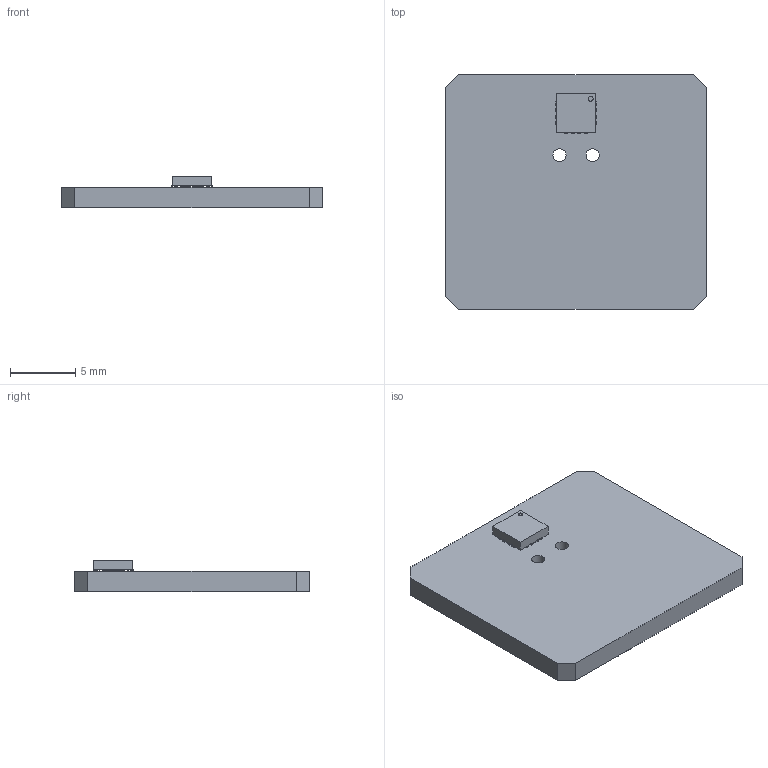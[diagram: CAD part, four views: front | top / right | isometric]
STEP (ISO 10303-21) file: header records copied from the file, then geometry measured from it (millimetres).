
FILE_DESCRIPTION(('KiCad electronic assembly'),'2;1');
FILE_NAME('NB3_mouthstep','2024-02-23T15:17:50',('Pcbnew'),('Kicad'), 'Open CASCADE STEP processor 7.7','KiCad to STEP converter','Unknown' );
FILE_SCHEMA(('AUTOMOTIVE_DESIGN { 1 0 10303 214 1 1 1 1 }'));
Length unit declared in the file: millimetre
Products named in the file (4): NB3_mouthstep 1; I2S_DAC-AMP_MAX98357A; ASSEMBLY; _autosave-NB3_mouth PCB
Assembly tree (3 placements, depth 3):
  NB3_mouthstep 1
    I2S_DAC-AMP_MAX98357A
      ASSEMBLY
    _autosave-NB3_mouth PCB
Bounding box: 20 x 18 x 2.45 mm (x, y, z)
Volume: 577.3 mm3; surface area: 876.6 mm2
Topology: 19 solids, 19 shells, 122 faces, 249 edges, 166 vertices
Faces by surface type: plane 119, cylinder 3
Full cylindrical faces by diameter (mm): 0.375 x1, 1 x2
Entity records: 6466 total; most frequent: CARTESIAN_POINT 1063, DIRECTION 1001, LINE 735, VECTOR 735, ORIENTED_EDGE 498, PCURVE 498, DEFINITIONAL_REPRESENTATION 498, EDGE_CURVE 249
